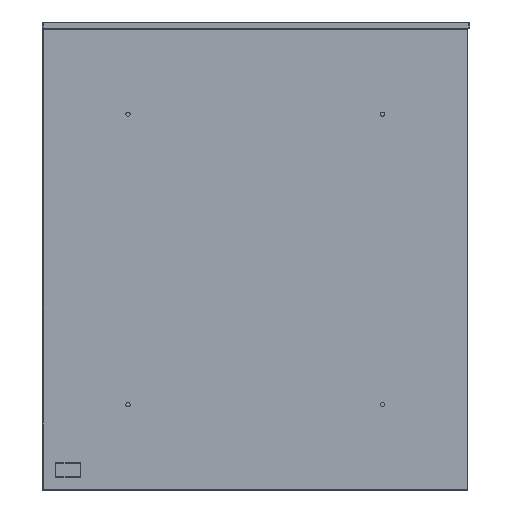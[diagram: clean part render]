
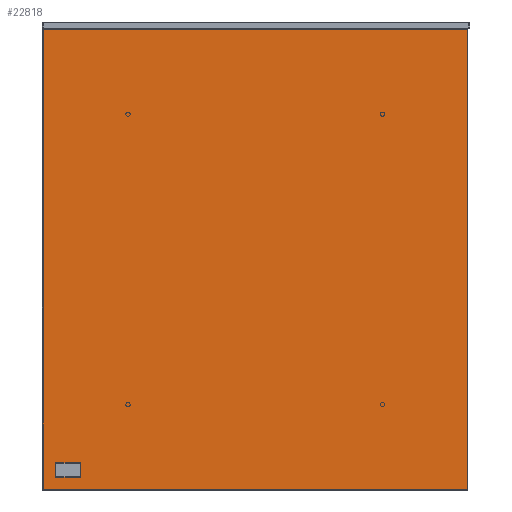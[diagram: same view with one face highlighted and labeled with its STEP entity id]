
A CAD part, left-side view. The second image highlights one B-rep face of the part: STEP entity #22818.
In plain terms, the highlighted planar face has unit normal (-1, 0, 0).
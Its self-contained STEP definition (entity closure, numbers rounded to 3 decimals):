
#22457=CARTESIAN_POINT('',(-3623.565,5493.44,-59.131));
#22458=VERTEX_POINT('',#22457);
#22459=CARTESIAN_POINT('',(-3623.565,5493.44,-596.869));
#22460=VERTEX_POINT('',#22459);
#22461=CARTESIAN_POINT('',(-3623.565,5493.44,-59.131));
#22462=DIRECTION('',(0.0,0.0,-1.0));
#22463=VECTOR('',#22462,537.737);
#22464=LINE('',#22461,#22463);
#22465=EDGE_CURVE('',#22458,#22460,#22464,.T.);
#22497=CARTESIAN_POINT('',(-3623.565,5493.771,-597.2));
#22498=VERTEX_POINT('',#22497);
#22499=CARTESIAN_POINT('',(-3623.565,5493.44,-596.869));
#22500=DIRECTION('',(0.0,0.707,-0.707));
#22501=VECTOR('',#22500,0.469);
#22502=LINE('',#22499,#22501);
#22503=EDGE_CURVE('',#22460,#22498,#22502,.T.);
#22528=CARTESIAN_POINT('',(-3623.565,5989.508,-597.2));
#22529=VERTEX_POINT('',#22528);
#22530=CARTESIAN_POINT('',(-3623.565,5493.771,-597.2));
#22531=DIRECTION('',(0.0,1.0,0.0));
#22532=VECTOR('',#22531,495.737);
#22533=LINE('',#22530,#22532);
#22534=EDGE_CURVE('',#22498,#22529,#22533,.T.);
#22568=CARTESIAN_POINT('',(-3623.565,5989.84,-596.869));
#22569=VERTEX_POINT('',#22568);
#22570=CARTESIAN_POINT('',(-3623.565,5989.508,-597.2));
#22571=DIRECTION('',(0.0,0.707,0.707));
#22572=VECTOR('',#22571,0.469);
#22573=LINE('',#22570,#22572);
#22574=EDGE_CURVE('',#22529,#22569,#22573,.T.);
#22599=CARTESIAN_POINT('',(-3623.565,5989.84,-59.131));
#22600=VERTEX_POINT('',#22599);
#22601=CARTESIAN_POINT('',(-3623.565,5989.84,-596.869));
#22602=DIRECTION('',(0.0,0.0,1.0));
#22603=VECTOR('',#22602,537.737);
#22604=LINE('',#22601,#22603);
#22605=EDGE_CURVE('',#22569,#22600,#22604,.T.);
#22630=CARTESIAN_POINT('',(-3623.565,5989.508,-58.8));
#22631=VERTEX_POINT('',#22630);
#22632=CARTESIAN_POINT('',(-3623.565,5989.84,-59.131));
#22633=DIRECTION('',(0.0,-0.707,0.707));
#22634=VECTOR('',#22633,0.469);
#22635=LINE('',#22632,#22634);
#22636=EDGE_CURVE('',#22600,#22631,#22635,.T.);
#22661=CARTESIAN_POINT('',(-3623.565,5493.771,-58.8));
#22662=VERTEX_POINT('',#22661);
#22663=CARTESIAN_POINT('',(-3623.565,5989.508,-58.8));
#22664=DIRECTION('',(0.0,-1.0,0.0));
#22665=VECTOR('',#22664,495.737);
#22666=LINE('',#22663,#22665);
#22667=EDGE_CURVE('',#22631,#22662,#22666,.T.);
#22690=CARTESIAN_POINT('',(-3623.565,5493.771,-58.8));
#22691=DIRECTION('',(0.0,-0.707,-0.707));
#22692=VECTOR('',#22691,0.469);
#22693=LINE('',#22690,#22692);
#22694=EDGE_CURVE('',#22662,#22458,#22693,.T.);
#22803=CARTESIAN_POINT('',(-3623.565,5741.64,-597.201));
#22804=DIRECTION('',(-1.0,0.0,0.0));
#22805=DIRECTION('',(0.0,0.0,1.0));
#22806=AXIS2_PLACEMENT_3D('',#22803,#22804,#22805);
#22807=PLANE('',#22806);
#22808=ORIENTED_EDGE('',*,*,#22465,.F.);
#22809=ORIENTED_EDGE('',*,*,#22694,.F.);
#22810=ORIENTED_EDGE('',*,*,#22667,.F.);
#22811=ORIENTED_EDGE('',*,*,#22636,.F.);
#22812=ORIENTED_EDGE('',*,*,#22605,.F.);
#22813=ORIENTED_EDGE('',*,*,#22574,.F.);
#22814=ORIENTED_EDGE('',*,*,#22534,.F.);
#22815=ORIENTED_EDGE('',*,*,#22503,.F.);
#22816=EDGE_LOOP('',(#22808,#22809,#22810,#22811,#22812,#22813,#22814,#22815));
#22817=FACE_OUTER_BOUND('',#22816,.T.);
#22818=ADVANCED_FACE('',(#22817),#22807,.T.);
